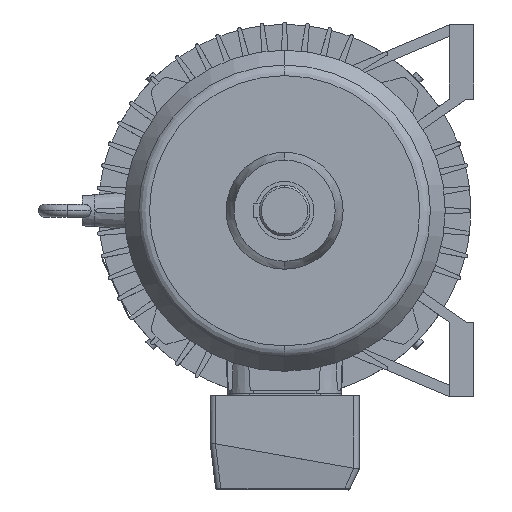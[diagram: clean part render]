
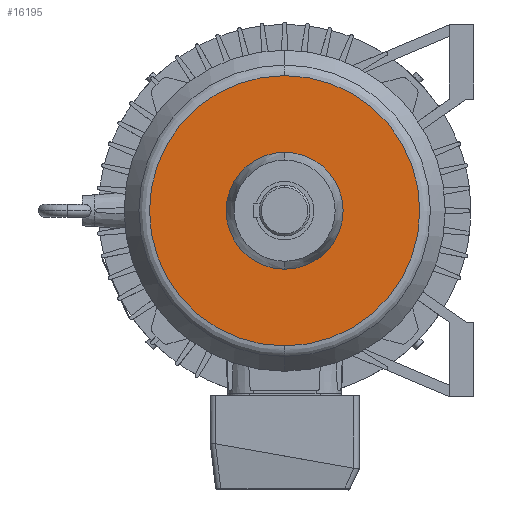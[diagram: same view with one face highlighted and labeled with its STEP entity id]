
A CAD part, left-side view. The second image highlights one B-rep face of the part: STEP entity #16195.
In plain terms, the highlighted planar face has unit normal (-1, 0, 0).
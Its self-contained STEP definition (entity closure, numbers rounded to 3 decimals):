
#16703 = EDGE_CURVE ( 'NONE', #9007, #7394, #12417, .T. ) ;
#1165 = ORIENTED_EDGE ( 'NONE', *, *, #16703, .T. ) ;
#1504 = ORIENTED_EDGE ( 'NONE', *, *, #3506, .F. ) ;
#1871 = ORIENTED_EDGE ( 'NONE', *, *, #7682, .T. ) ;
#2133 = VERTEX_POINT ( 'NONE', #21595 ) ;
#2419 = EDGE_CURVE ( 'NONE', #3564, #2133, #22008, .T. ) ;
#2517 = EDGE_LOOP ( 'NONE', ( #1871, #1165 ) ) ;
#2823 = ORIENTED_EDGE ( 'NONE', *, *, #2419, .F. ) ;
#3506 = EDGE_CURVE ( 'NONE', #2133, #3564, #23035, .T. ) ;
#3564 = VERTEX_POINT ( 'NONE', #23109 ) ;
#3597 = CARTESIAN_POINT ( 'NONE',  ( -43., 0., 127.112 ) ) ;
#3919 = CIRCLE ( 'NONE', #3920, 127.112 ) ;
#3920 = AXIS2_PLACEMENT_3D ( 'NONE', #3921, #3922, #3923 ) ;
#3921 = CARTESIAN_POINT ( 'NONE',  ( -43., 0., 0. ) ) ;
#3922 = DIRECTION ( 'NONE',  ( -1., 0., 0. ) ) ;
#3923 = DIRECTION ( 'NONE',  ( 0., 0., 1. ) ) ;
#4910 = CARTESIAN_POINT ( 'NONE',  ( -43., 0., -127.112 ) ) ;
#21595 = CARTESIAN_POINT ( 'NONE',  ( -43., 0., -55.003 ) ) ;
#22008 = CIRCLE ( 'NONE', #22009, 55.003 ) ;
#22009 = AXIS2_PLACEMENT_3D ( 'NONE', #22010, #22011, #22012 ) ;
#22010 = CARTESIAN_POINT ( 'NONE',  ( -43., 0., 0. ) ) ;
#22011 = DIRECTION ( 'NONE',  ( -1., 0., 0. ) ) ;
#22012 = DIRECTION ( 'NONE',  ( 0., 0., 1. ) ) ;
#23035 = CIRCLE ( 'NONE', #23036, 55.003 ) ;
#23036 = AXIS2_PLACEMENT_3D ( 'NONE', #23037, #23038, #23039 ) ;
#23037 = CARTESIAN_POINT ( 'NONE',  ( -43., 0., 0. ) ) ;
#23038 = DIRECTION ( 'NONE',  ( -1., 0., 0. ) ) ;
#23039 = DIRECTION ( 'NONE',  ( 0., 0., 1. ) ) ;
#23109 = CARTESIAN_POINT ( 'NONE',  ( -43., 0., 55.003 ) ) ;
#7394 = VERTEX_POINT ( 'NONE', #3597 ) ;
#7682 = EDGE_CURVE ( 'NONE', #7394, #9007, #3919, .T. ) ;
#9007 = VERTEX_POINT ( 'NONE', #4910 ) ;
#12015 = FACE_BOUND ( 'NONE', #15900, .T. ) ;
#12016 = FACE_OUTER_BOUND ( 'NONE', #2517, .T. ) ;
#12017 = PLANE ( 'NONE',  #12018 ) ;
#12018 = AXIS2_PLACEMENT_3D ( 'NONE', #12019, #12020, #12021 ) ;
#12019 = CARTESIAN_POINT ( 'NONE',  ( -43., 127.112, 0. ) ) ;
#12020 = DIRECTION ( 'NONE',  ( 1., 0., 0. ) ) ;
#12021 = DIRECTION ( 'NONE',  ( 0., 0., -1. ) ) ;
#12417 = CIRCLE ( 'NONE', #12418, 127.112 ) ;
#12418 = AXIS2_PLACEMENT_3D ( 'NONE', #12419, #12420, #12421 ) ;
#12419 = CARTESIAN_POINT ( 'NONE',  ( -43., 0., 0. ) ) ;
#12420 = DIRECTION ( 'NONE',  ( -1., 0., 0. ) ) ;
#12421 = DIRECTION ( 'NONE',  ( 0., 0., 1. ) ) ;
#15900 = EDGE_LOOP ( 'NONE', ( #1504, #2823 ) ) ;
#16195 = ADVANCED_FACE ( 'NONE', ( #12015, #12016 ), #12017, .F. ) ;
